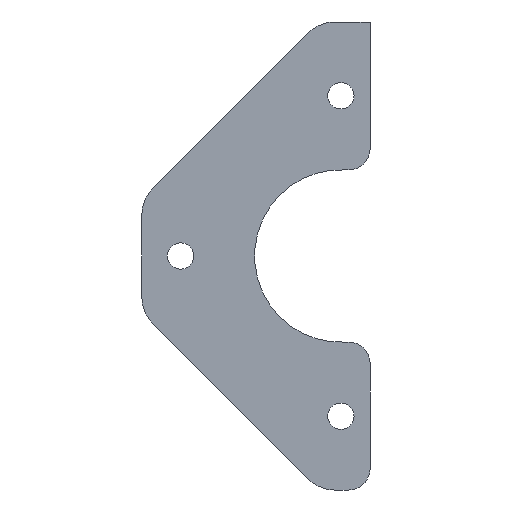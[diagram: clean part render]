
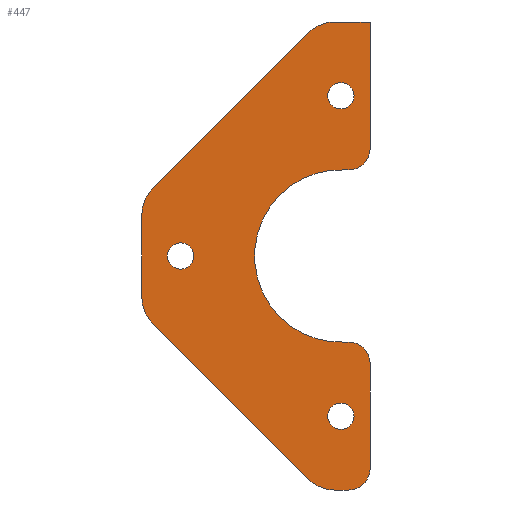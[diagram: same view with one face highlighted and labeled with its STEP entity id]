
A CAD part, front view. The second image highlights one B-rep face of the part: STEP entity #447.
In plain terms, the highlighted planar face has unit normal (0, -1, 0).
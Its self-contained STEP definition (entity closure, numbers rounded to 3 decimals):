
#18=FACE_BOUND('',#90,.T.);
#19=FACE_BOUND('',#91,.T.);
#20=FACE_BOUND('',#92,.T.);
#29=PLANE('',#512);
#63=FACE_OUTER_BOUND('',#89,.T.);
#89=EDGE_LOOP('',(#404,#405,#406,#407,#408,#409,#410,#411,#412,#413,#414,
#415,#416,#417,#418));
#90=EDGE_LOOP('',(#419));
#91=EDGE_LOOP('',(#420));
#92=EDGE_LOOP('',(#421));
#102=LINE('',#706,#137);
#105=LINE('',#712,#140);
#109=LINE('',#724,#144);
#113=LINE('',#736,#148);
#117=LINE('',#748,#152);
#121=LINE('',#760,#156);
#125=LINE('',#772,#160);
#137=VECTOR('',#574,10.);
#140=VECTOR('',#579,10.);
#144=VECTOR('',#591,10.);
#148=VECTOR('',#603,10.);
#152=VECTOR('',#615,10.);
#156=VECTOR('',#627,10.);
#160=VECTOR('',#639,10.);
#172=CIRCLE('',#475,1.8);
#173=CIRCLE('',#477,1.8);
#174=CIRCLE('',#479,1.8);
#175=CIRCLE('',#481,11.8);
#177=CIRCLE('',#484,3.);
#179=CIRCLE('',#489,5.);
#181=CIRCLE('',#493,5.);
#183=CIRCLE('',#497,5.);
#185=CIRCLE('',#501,5.);
#187=CIRCLE('',#505,3.);
#189=CIRCLE('',#509,3.);
#200=VERTEX_POINT('',#678);
#201=VERTEX_POINT('',#682);
#202=VERTEX_POINT('',#686);
#203=VERTEX_POINT('',#690);
#204=VERTEX_POINT('',#691);
#207=VERTEX_POINT('',#699);
#209=VERTEX_POINT('',#705);
#211=VERTEX_POINT('',#711);
#213=VERTEX_POINT('',#717);
#215=VERTEX_POINT('',#723);
#217=VERTEX_POINT('',#729);
#219=VERTEX_POINT('',#735);
#221=VERTEX_POINT('',#741);
#223=VERTEX_POINT('',#747);
#225=VERTEX_POINT('',#753);
#227=VERTEX_POINT('',#759);
#229=VERTEX_POINT('',#765);
#231=VERTEX_POINT('',#771);
#246=EDGE_CURVE('',#200,#200,#172,.T.);
#248=EDGE_CURVE('',#201,#201,#173,.T.);
#250=EDGE_CURVE('',#202,#202,#174,.T.);
#251=EDGE_CURVE('',#203,#204,#175,.T.);
#255=EDGE_CURVE('',#207,#204,#177,.T.);
#258=EDGE_CURVE('',#207,#209,#102,.T.);
#261=EDGE_CURVE('',#211,#209,#105,.T.);
#264=EDGE_CURVE('',#213,#211,#179,.T.);
#267=EDGE_CURVE('',#215,#213,#109,.T.);
#270=EDGE_CURVE('',#217,#215,#181,.T.);
#273=EDGE_CURVE('',#219,#217,#113,.T.);
#276=EDGE_CURVE('',#221,#219,#183,.T.);
#279=EDGE_CURVE('',#223,#221,#117,.T.);
#282=EDGE_CURVE('',#225,#223,#185,.T.);
#285=EDGE_CURVE('',#225,#227,#121,.T.);
#288=EDGE_CURVE('',#229,#227,#187,.T.);
#291=EDGE_CURVE('',#231,#229,#125,.T.);
#294=EDGE_CURVE('',#203,#231,#189,.T.);
#404=ORIENTED_EDGE('',*,*,#294,.F.);
#405=ORIENTED_EDGE('',*,*,#251,.T.);
#406=ORIENTED_EDGE('',*,*,#255,.F.);
#407=ORIENTED_EDGE('',*,*,#258,.T.);
#408=ORIENTED_EDGE('',*,*,#261,.F.);
#409=ORIENTED_EDGE('',*,*,#264,.F.);
#410=ORIENTED_EDGE('',*,*,#267,.F.);
#411=ORIENTED_EDGE('',*,*,#270,.F.);
#412=ORIENTED_EDGE('',*,*,#273,.F.);
#413=ORIENTED_EDGE('',*,*,#276,.F.);
#414=ORIENTED_EDGE('',*,*,#279,.F.);
#415=ORIENTED_EDGE('',*,*,#282,.F.);
#416=ORIENTED_EDGE('',*,*,#285,.T.);
#417=ORIENTED_EDGE('',*,*,#288,.F.);
#418=ORIENTED_EDGE('',*,*,#291,.F.);
#419=ORIENTED_EDGE('',*,*,#250,.F.);
#420=ORIENTED_EDGE('',*,*,#248,.F.);
#421=ORIENTED_EDGE('',*,*,#246,.F.);
#447=ADVANCED_FACE('',(#63,#18,#19,#20),#29,.F.);
#475=AXIS2_PLACEMENT_3D('',#680,#545,#546);
#477=AXIS2_PLACEMENT_3D('',#684,#550,#551);
#479=AXIS2_PLACEMENT_3D('',#688,#555,#556);
#481=AXIS2_PLACEMENT_3D('',#692,#559,#560);
#484=AXIS2_PLACEMENT_3D('',#700,#567,#568);
#489=AXIS2_PLACEMENT_3D('',#718,#584,#585);
#493=AXIS2_PLACEMENT_3D('',#730,#596,#597);
#497=AXIS2_PLACEMENT_3D('',#742,#608,#609);
#501=AXIS2_PLACEMENT_3D('',#754,#620,#621);
#505=AXIS2_PLACEMENT_3D('',#766,#632,#633);
#509=AXIS2_PLACEMENT_3D('',#777,#644,#645);
#512=AXIS2_PLACEMENT_3D('',#780,#650,#651);
#545=DIRECTION('center_axis',(0.,-1.,0.));
#546=DIRECTION('ref_axis',(1.,0.,0.));
#550=DIRECTION('center_axis',(0.,-1.,0.));
#551=DIRECTION('ref_axis',(1.,0.,0.));
#555=DIRECTION('center_axis',(0.,-1.,0.));
#556=DIRECTION('ref_axis',(1.,0.,0.));
#559=DIRECTION('center_axis',(0.,1.,0.));
#560=DIRECTION('ref_axis',(0.068,0.,-0.998));
#567=DIRECTION('center_axis',(0.,1.,0.));
#568=DIRECTION('ref_axis',(1.,0.,0.));
#574=DIRECTION('',(0.,0.,1.));
#579=DIRECTION('',(1.,0.,0.));
#584=DIRECTION('center_axis',(0.,1.,0.));
#585=DIRECTION('ref_axis',(-0.707,0.,0.707));
#591=DIRECTION('',(0.707,0.,0.707));
#596=DIRECTION('center_axis',(0.,1.,0.));
#597=DIRECTION('ref_axis',(-1.,0.,0.));
#603=DIRECTION('',(0.,0.,1.));
#608=DIRECTION('center_axis',(0.,1.,0.));
#609=DIRECTION('ref_axis',(-0.707,0.,-0.707));
#615=DIRECTION('',(-0.707,0.,0.707));
#620=DIRECTION('center_axis',(0.,1.,0.));
#621=DIRECTION('ref_axis',(0.,0.,-1.));
#627=DIRECTION('',(1.,0.,0.));
#632=DIRECTION('center_axis',(0.,1.,0.));
#633=DIRECTION('ref_axis',(1.,0.,0.));
#639=DIRECTION('',(0.,0.,-1.));
#644=DIRECTION('center_axis',(0.,1.,0.));
#645=DIRECTION('ref_axis',(-0.068,0.,0.998));
#650=DIRECTION('center_axis',(0.,1.,0.));
#651=DIRECTION('ref_axis',(1.,0.,0.));
#678=CARTESIAN_POINT('',(-23.72,0.,0.));
#680=CARTESIAN_POINT('Origin',(-21.92,0.,0.));
#682=CARTESIAN_POINT('',(-1.8,0.,-21.92));
#684=CARTESIAN_POINT('Origin',(0.,0.,-21.92));
#686=CARTESIAN_POINT('',(-1.8,0.,21.92));
#688=CARTESIAN_POINT('Origin',(0.,0.,21.92));
#690=CARTESIAN_POINT('',(0.797,0.,-11.773));
#691=CARTESIAN_POINT('',(0.797,0.,11.773));
#692=CARTESIAN_POINT('Origin',(0.,0.,0.));
#699=CARTESIAN_POINT('',(4.,0.,14.766));
#700=CARTESIAN_POINT('Origin',(1.,0.,14.766));
#705=CARTESIAN_POINT('',(4.,0.,32.));
#706=CARTESIAN_POINT('',(4.,0.,21.92));
#711=CARTESIAN_POINT('',(-0.86,0.,32.));
#712=CARTESIAN_POINT('',(-0.86,0.,32.));
#717=CARTESIAN_POINT('',(-4.396,0.,30.536));
#718=CARTESIAN_POINT('Origin',(-0.86,0.,27.));
#723=CARTESIAN_POINT('',(-25.755,0.,9.176));
#724=CARTESIAN_POINT('',(-25.755,0.,9.176));
#729=CARTESIAN_POINT('',(-27.22,0.,5.641));
#730=CARTESIAN_POINT('Origin',(-22.22,0.,5.641));
#735=CARTESIAN_POINT('',(-27.22,0.,-5.641));
#736=CARTESIAN_POINT('',(-27.22,0.,-5.641));
#741=CARTESIAN_POINT('',(-25.755,0.,-9.176));
#742=CARTESIAN_POINT('Origin',(-22.22,0.,-5.641));
#747=CARTESIAN_POINT('',(-4.396,0.,-30.536));
#748=CARTESIAN_POINT('',(-4.396,0.,-30.536));
#753=CARTESIAN_POINT('',(-0.86,0.,-32.));
#754=CARTESIAN_POINT('Origin',(-0.86,0.,-27.));
#759=CARTESIAN_POINT('',(1.,0.,-32.));
#760=CARTESIAN_POINT('',(-0.86,0.,-32.));
#765=CARTESIAN_POINT('',(4.,0.,-29.));
#766=CARTESIAN_POINT('Origin',(1.,0.,-29.));
#771=CARTESIAN_POINT('',(4.,0.,-14.766));
#772=CARTESIAN_POINT('',(4.,0.,-14.766));
#777=CARTESIAN_POINT('Origin',(1.,0.,-14.766));
#780=CARTESIAN_POINT('Origin',(-11.61,0.,0.));
